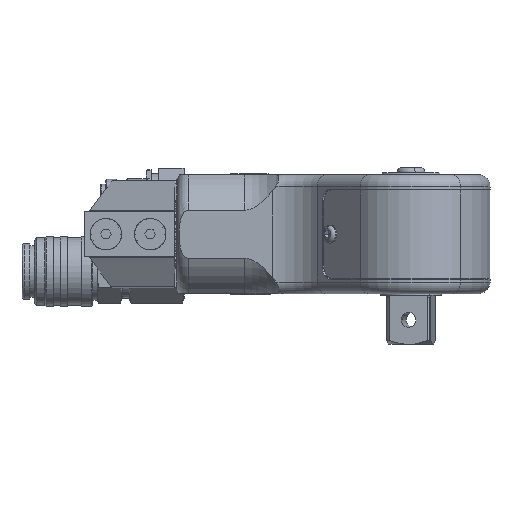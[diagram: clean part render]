
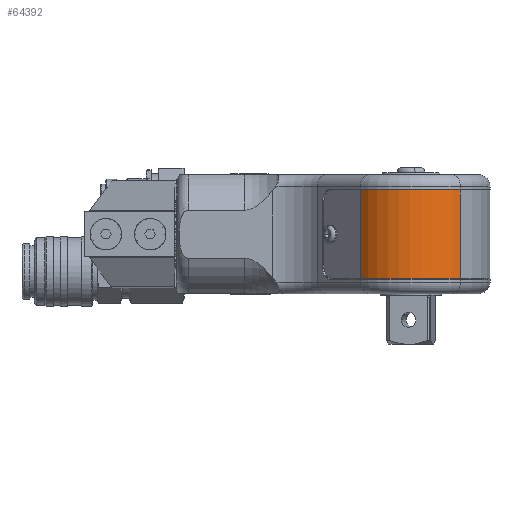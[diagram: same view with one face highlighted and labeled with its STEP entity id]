
A CAD part, front view. The second image highlights one B-rep face of the part: STEP entity #64392.
In plain terms, the highlighted cylindrical face has radius 28.4 mm (diameter 56.8 mm), a partial arc.
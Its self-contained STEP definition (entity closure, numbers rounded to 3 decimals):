
#4444 = EDGE_CURVE ( 'NONE', #154518, #114501, #114379, .T. ) ;
#5593 = EDGE_CURVE ( 'NONE', #84370, #114501, #104431, .T. ) ;
#7599 = CIRCLE ( 'NONE', #140633, 28.4 ) ;
#13424 = DIRECTION ( 'NONE',  ( 0., 0., 1. ) ) ;
#15540 = VECTOR ( 'NONE', #113720, 1000. ) ;
#19562 = CARTESIAN_POINT ( 'NONE',  ( 0., 0., -19. ) ) ;
#23845 = VECTOR ( 'NONE', #132542, 1000. ) ;
#32089 = DIRECTION ( 'NONE',  ( 1., 0., 0. ) ) ;
#35800 = CARTESIAN_POINT ( 'NONE',  ( 0., 0., 19. ) ) ;
#45892 = CARTESIAN_POINT ( 'NONE',  ( -21.756, -18.255, 19. ) ) ;
#47636 = ORIENTED_EDGE ( 'NONE', *, *, #146141, .T. ) ;
#48861 = CARTESIAN_POINT ( 'NONE',  ( 21.169, -18.933, 19. ) ) ;
#53715 = EDGE_LOOP ( 'NONE', ( #87253, #143918, #68810, #47636 ) ) ;
#64392 = ADVANCED_FACE ( 'NONE', ( #153596 ), #116651, .T. ) ;
#68810 = ORIENTED_EDGE ( 'NONE', *, *, #131707, .F. ) ;
#70706 = AXIS2_PLACEMENT_3D ( 'NONE', #35800, #109969, #159378 ) ;
#76902 = VERTEX_POINT ( 'NONE', #104530 ) ;
#84370 = VERTEX_POINT ( 'NONE', #86945 ) ;
#86945 = CARTESIAN_POINT ( 'NONE',  ( -21.756, -18.255, -19. ) ) ;
#87253 = ORIENTED_EDGE ( 'NONE', *, *, #5593, .T. ) ;
#87669 = CARTESIAN_POINT ( 'NONE',  ( 0., 0., 19. ) ) ;
#100116 = DIRECTION ( 'NONE',  ( 1., 0., 0. ) ) ;
#100754 = CARTESIAN_POINT ( 'NONE',  ( 21.169, -18.933, 19. ) ) ;
#104431 = CIRCLE ( 'NONE', #153278, 28.4 ) ;
#104530 = CARTESIAN_POINT ( 'NONE',  ( -21.756, -18.255, 19. ) ) ;
#106237 = DIRECTION ( 'NONE',  ( 0., 0., 1. ) ) ;
#109969 = DIRECTION ( 'NONE',  ( 0., 0., -1. ) ) ;
#113720 = DIRECTION ( 'NONE',  ( 0., 0., -1. ) ) ;
#114379 = LINE ( 'NONE', #100754, #15540 ) ;
#114501 = VERTEX_POINT ( 'NONE', #130741 ) ;
#116651 = CYLINDRICAL_SURFACE ( 'NONE', #70706, 28.4 ) ;
#122742 = LINE ( 'NONE', #45892, #23845 ) ;
#130741 = CARTESIAN_POINT ( 'NONE',  ( 21.169, -18.933, -19. ) ) ;
#131707 = EDGE_CURVE ( 'NONE', #76902, #154518, #7599, .T. ) ;
#132542 = DIRECTION ( 'NONE',  ( 0., 0., -1. ) ) ;
#140633 = AXIS2_PLACEMENT_3D ( 'NONE', #87669, #13424, #100116 ) ;
#143918 = ORIENTED_EDGE ( 'NONE', *, *, #4444, .F. ) ;
#146141 = EDGE_CURVE ( 'NONE', #76902, #84370, #122742, .T. ) ;
#153278 = AXIS2_PLACEMENT_3D ( 'NONE', #19562, #106237, #32089 ) ;
#153596 = FACE_OUTER_BOUND ( 'NONE', #53715, .T. ) ;
#154518 = VERTEX_POINT ( 'NONE', #48861 ) ;
#159378 = DIRECTION ( 'NONE',  ( -1., 0., 0. ) ) ;
